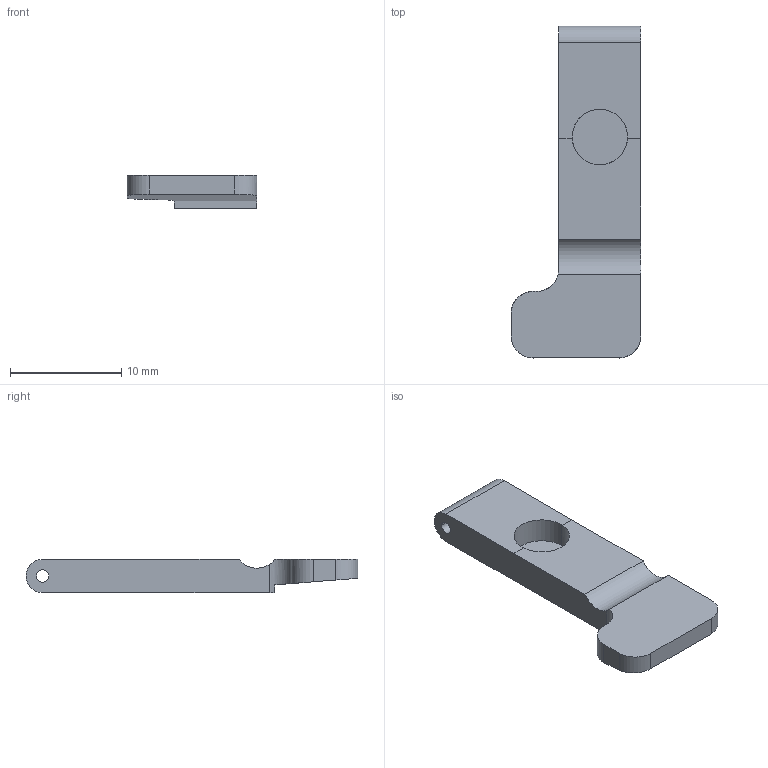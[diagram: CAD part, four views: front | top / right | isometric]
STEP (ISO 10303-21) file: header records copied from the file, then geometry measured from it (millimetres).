
FILE_DESCRIPTION(('CATIA V5 STEP Exchange'),'2;1');
FILE_NAME('pate normale.stp','2020-08-06T08:09:26+00:00',('none'),('none'),'CATIA Version 5 Release 19 GA (IN-10)','CATIA V5 STEP AP203','none');
FILE_SCHEMA(('CONFIG_CONTROL_DESIGN'));
Length unit declared in the file: millimetre
Products named in the file (1): Part6
Bounding box: 11.7 x 29.9 x 3 mm (x, y, z)
Volume: 582.8 mm3; surface area: 753.9 mm2
Topology: 1 solids, 1 shells, 23 faces, 67 edges, 46 vertices
Faces by surface type: plane 12, cylinder 11
Entity records: 868 total; most frequent: CARTESIAN_POINT 234, ORIENTED_EDGE 134, DIRECTION 99, EDGE_CURVE 67, VERTEX_POINT 46, AXIS2_PLACEMENT_3D 40, VECTOR 39, LINE 39
